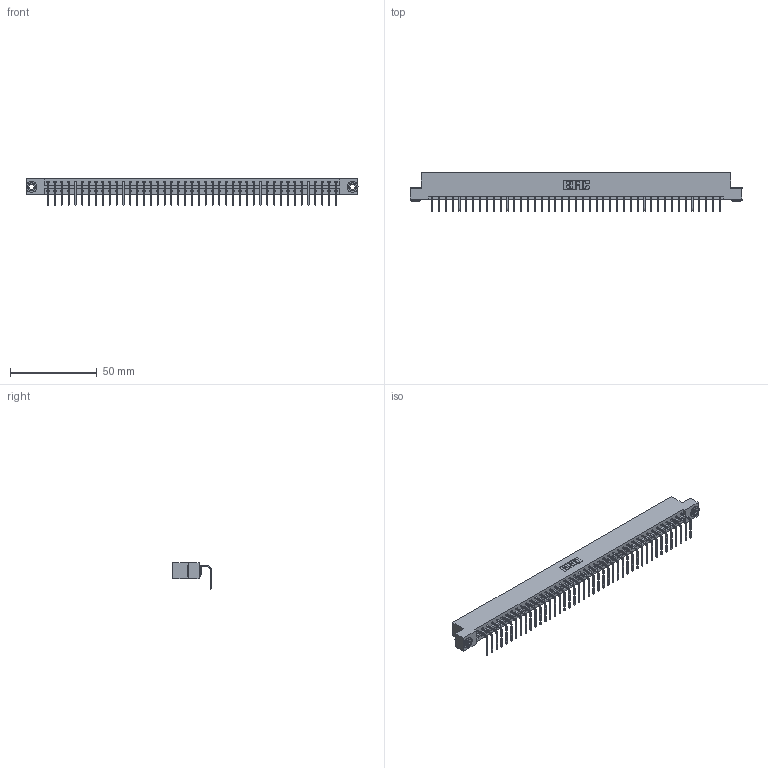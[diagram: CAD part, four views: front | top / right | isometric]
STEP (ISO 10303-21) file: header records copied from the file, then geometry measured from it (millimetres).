
FILE_DESCRIPTION (( 'STEP AP203' ), '1' );
FILE_NAME ('833-043-558-103.STEP', '2020-06-04T00:18:31', ( '' ), ( '' ), 'SwSTEP 2.0', 'SolidWorks 2020', '' );
FILE_SCHEMA (( 'CONFIG_CONTROL_DESIGN' ));
Length unit declared in the file: inch
Products named in the file (4): 833 Part_Flush - .156 Dia - TH; 833-043-558-103; 345-250-002_345-250-002-102; 345-292-001_558 Tail - 2
Assembly tree (46 placements, depth 2):
  833-043-558-103
    833 Part_Flush - .156 Dia - TH
    345-292-001_558 Tail - 2  x43
    345-250-002_345-250-002-102  x2
Bounding box: 191.92 x 22.17 x 15.37 mm (x, y, z)
Volume: 19484.1 mm3; surface area: 22194.1 mm2
Topology: 46 solids, 46 shells, 2732 faces, 8213 edges, 5414 vertices
Faces by surface type: plane 1972, cylinder 752, cone 8
Entity records: 26892 total; most frequent: CARTESIAN_POINT 4618, ORIENTED_EDGE 4590, DIRECTION 3927, EDGE_CURVE 2295, VECTOR 2143, LINE 2143, VERTEX_POINT 1526, AXIS2_PLACEMENT_3D 892
